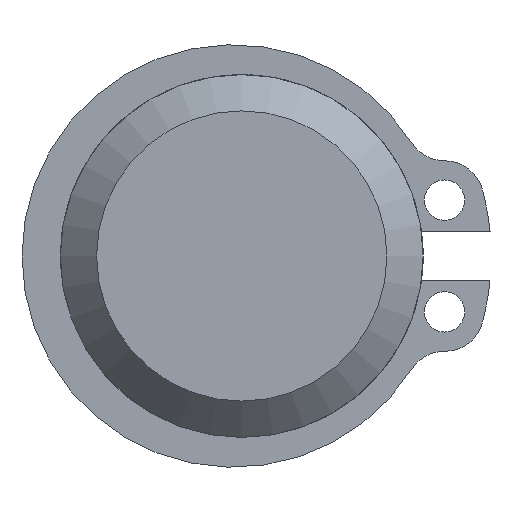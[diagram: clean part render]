
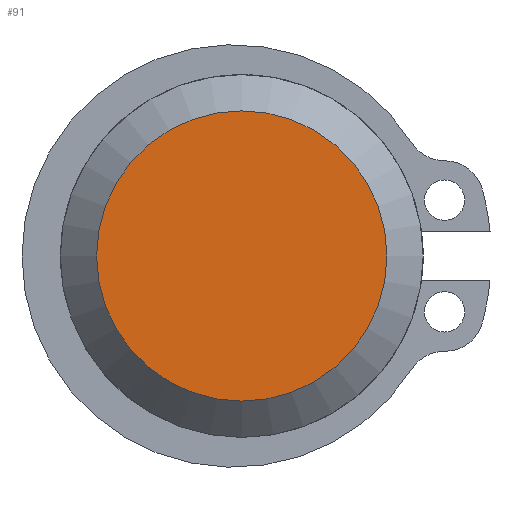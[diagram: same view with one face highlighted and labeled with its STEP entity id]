
A CAD part, left-side view. The second image highlights one B-rep face of the part: STEP entity #91.
In plain terms, the highlighted planar face has unit normal (-1, 0, 0).
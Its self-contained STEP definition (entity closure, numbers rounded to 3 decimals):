
#91 = ADVANCED_FACE( '', ( #205 ), #206, .F. );
#205 = FACE_OUTER_BOUND( '', #346, .T. );
#206 = PLANE( '', #347 );
#346 = EDGE_LOOP( '', ( #552 ) );
#347 = AXIS2_PLACEMENT_3D( '', #553, #554, #555 );
#552 = ORIENTED_EDGE( '', *, *, #832, .F. );
#553 = CARTESIAN_POINT( '', ( -29., 0., 0. ) );
#554 = DIRECTION( '', ( 1., 0., 0. ) );
#555 = DIRECTION( '', ( 0., 0., -1. ) );
#832 = EDGE_CURVE( '', #1004, #1004, #1005, .T. );
#1004 = VERTEX_POINT( '', #1216 );
#1005 = CIRCLE( '', #1217, 7.2 );
#1216 = CARTESIAN_POINT( '', ( -29., 0., -7.2 ) );
#1217 = AXIS2_PLACEMENT_3D( '', #1408, #1409, #1410 );
#1408 = CARTESIAN_POINT( '', ( -29., 0., 0. ) );
#1409 = DIRECTION( '', ( 1., 0., 0. ) );
#1410 = DIRECTION( '', ( 0., 0., -1. ) );
